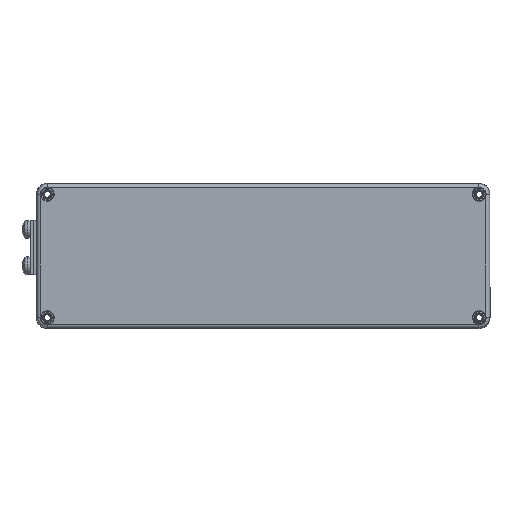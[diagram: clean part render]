
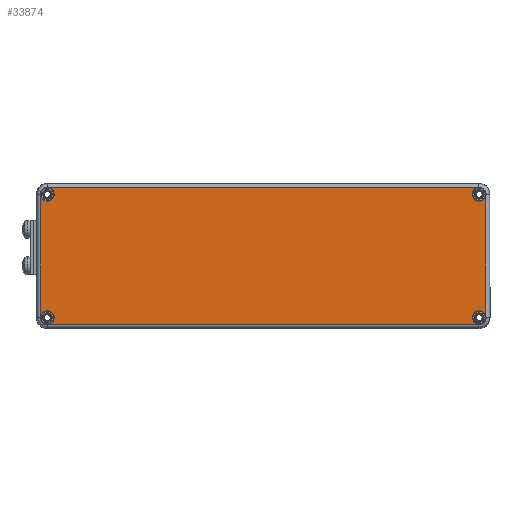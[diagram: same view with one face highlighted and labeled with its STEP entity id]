
A CAD part, top view. The second image highlights one B-rep face of the part: STEP entity #33874.
In plain terms, the highlighted face is planar.
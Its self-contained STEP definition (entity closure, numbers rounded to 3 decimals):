
#33702=CARTESIAN_POINT('',(-118.25,37.773,-15.0));
#33703=VERTEX_POINT('',#33702);
#33713=CARTESIAN_POINT('',(-122.773,33.25,-15.0));
#33714=VERTEX_POINT('',#33713);
#33715=CARTESIAN_POINT('',(-119.0,34.,-15.0));
#33716=DIRECTION('',(0.0,0.0,-1.0));
#33717=DIRECTION('',(1.0,0.0,0.0));
#33718=AXIS2_PLACEMENT_3D('',#33715,#33716,#33717);
#33719=CIRCLE('',#33718,3.847);
#33720=EDGE_CURVE('',#33703,#33714,#33719,.T.);
#33770=CARTESIAN_POINT('',(-122.773,-33.25,-15.0));
#33771=VERTEX_POINT('',#33770);
#33772=CARTESIAN_POINT('',(-122.773,33.25,-15.0));
#33773=DIRECTION('',(0.0,-1.0,0.0));
#33774=VECTOR('',#33773,66.501);
#33775=LINE('',#33772,#33774);
#33776=EDGE_CURVE('',#33714,#33771,#33775,.T.);
#33816=CARTESIAN_POINT('',(0.,0.,-15.0));
#33817=DIRECTION('',(0.0,0.0,1.0));
#33818=DIRECTION('',(1.0,0.0,0.0));
#33819=AXIS2_PLACEMENT_3D('',#33816,#33817,#33818);
#33820=PLANE('',#33819);
#33821=ORIENTED_EDGE('',*,*,#33720,.F.);
#33822=CARTESIAN_POINT('',(118.25,37.773,-15.0));
#33823=VERTEX_POINT('',#33822);
#33824=CARTESIAN_POINT('',(118.25,37.773,-15.0));
#33825=DIRECTION('',(-1.0,0.0,0.0));
#33826=VECTOR('',#33825,236.501);
#33827=LINE('',#33824,#33826);
#33828=EDGE_CURVE('',#33823,#33703,#33827,.T.);
#33829=ORIENTED_EDGE('',*,*,#33828,.F.);
#33830=CARTESIAN_POINT('',(122.773,33.25,-15.0));
#33831=VERTEX_POINT('',#33830);
#33832=CARTESIAN_POINT('',(119.0,34.,-15.0));
#33833=DIRECTION('',(0.0,0.0,-1.0));
#33834=DIRECTION('',(1.0,0.0,0.0));
#33835=AXIS2_PLACEMENT_3D('',#33832,#33833,#33834);
#33836=CIRCLE('',#33835,3.847);
#33837=EDGE_CURVE('',#33831,#33823,#33836,.T.);
#33838=ORIENTED_EDGE('',*,*,#33837,.F.);
#33839=CARTESIAN_POINT('',(122.773,-33.25,-15.0));
#33840=VERTEX_POINT('',#33839);
#33841=CARTESIAN_POINT('',(122.773,-33.25,-15.0));
#33842=DIRECTION('',(0.0,1.0,0.0));
#33843=VECTOR('',#33842,66.501);
#33844=LINE('',#33841,#33843);
#33845=EDGE_CURVE('',#33840,#33831,#33844,.T.);
#33846=ORIENTED_EDGE('',*,*,#33845,.F.);
#33847=CARTESIAN_POINT('',(118.25,-37.773,-15.0));
#33848=VERTEX_POINT('',#33847);
#33849=CARTESIAN_POINT('',(119.0,-34.,-15.0));
#33850=DIRECTION('',(0.0,0.0,-1.0));
#33851=DIRECTION('',(1.0,0.0,0.0));
#33852=AXIS2_PLACEMENT_3D('',#33849,#33850,#33851);
#33853=CIRCLE('',#33852,3.847);
#33854=EDGE_CURVE('',#33848,#33840,#33853,.T.);
#33855=ORIENTED_EDGE('',*,*,#33854,.F.);
#33856=CARTESIAN_POINT('',(-118.25,-37.773,-15.0));
#33857=VERTEX_POINT('',#33856);
#33858=CARTESIAN_POINT('',(-118.25,-37.773,-15.0));
#33859=DIRECTION('',(1.0,0.0,0.0));
#33860=VECTOR('',#33859,236.501);
#33861=LINE('',#33858,#33860);
#33862=EDGE_CURVE('',#33857,#33848,#33861,.T.);
#33863=ORIENTED_EDGE('',*,*,#33862,.F.);
#33864=CARTESIAN_POINT('',(-119.,-34.,-15.0));
#33865=DIRECTION('',(0.0,0.0,-1.0));
#33866=DIRECTION('',(1.0,0.0,0.0));
#33867=AXIS2_PLACEMENT_3D('',#33864,#33865,#33866);
#33868=CIRCLE('',#33867,3.847);
#33869=EDGE_CURVE('',#33771,#33857,#33868,.T.);
#33870=ORIENTED_EDGE('',*,*,#33869,.F.);
#33871=ORIENTED_EDGE('',*,*,#33776,.F.);
#33872=EDGE_LOOP('',(#33821,#33829,#33838,#33846,#33855,#33863,#33870,#33871));
#33873=FACE_OUTER_BOUND('',#33872,.T.);
#33874=ADVANCED_FACE('',(#33873),#33820,.F.);
